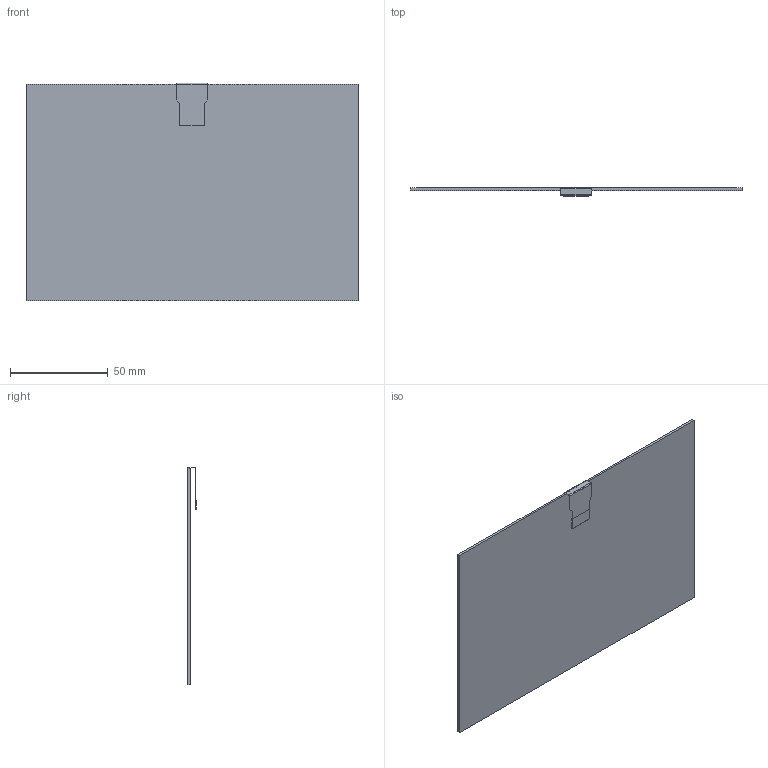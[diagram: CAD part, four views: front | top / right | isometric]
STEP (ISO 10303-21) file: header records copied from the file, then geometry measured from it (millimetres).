
FILE_DESCRIPTION(/* description */ ('','CAx-IF Rec.Pracs.---Representation and Presentation of Product Manufacturing Information (PMI)---4.0---2014-10-13'),/* implementation_level */ '2;1');
FILE_NAME(/* name */ 'MT_DEPG0750RWU790F30 v1.step',/* time_stamp */ '2025-01-24T21:26:18-08:00',/* author */ (''),/* organization */ (''),/* preprocessor_version */ 'ST-DEVELOPER v20',/* originating_system */ 'Autodesk Translation Framework v13.20.0.188',/* authorisation */ '');
FILE_SCHEMA (('AP242_MANAGED_MODEL_BASED_3D_ENGINEERING_MIM_LF { 1 0 10303 442 1 1 4 }'));
Length unit declared in the file: millimetre
Products named in the file (1): MT_DEPG0750RWU790F30
Bounding box: 170.2 x 4.27 x 111.75 mm (x, y, z)
Volume: 21168.3 mm3; surface area: 39467.7 mm2
Topology: 3 solids, 3 shells, 33 faces, 78 edges, 52 vertices
Faces by surface type: plane 29, cylinder 4
Entity records: 994 total; most frequent: CARTESIAN_POINT 164, ORIENTED_EDGE 156, DIRECTION 154, EDGE_CURVE 78, LINE 70, VECTOR 70, VERTEX_POINT 52, AXIS2_PLACEMENT_3D 42
